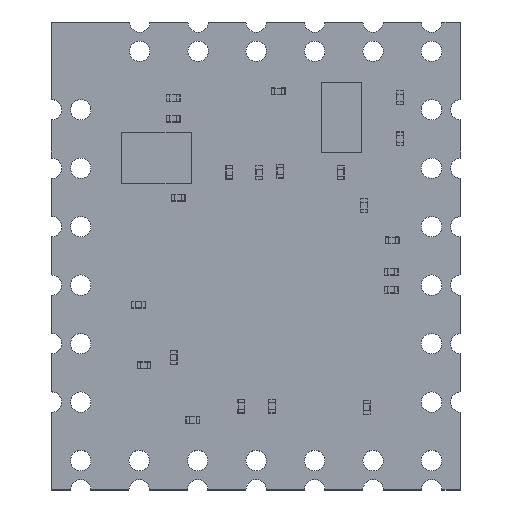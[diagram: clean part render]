
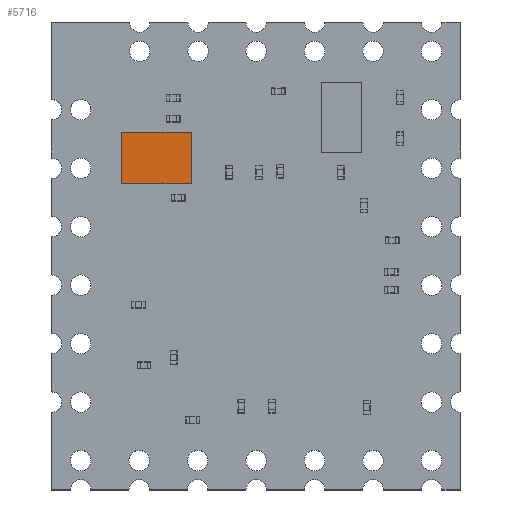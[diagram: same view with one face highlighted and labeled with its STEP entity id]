
A CAD part, top view. The second image highlights one B-rep face of the part: STEP entity #5716.
In plain terms, the highlighted planar face has unit normal (0, 0, 1).
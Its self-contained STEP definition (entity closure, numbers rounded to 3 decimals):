
#5587 = VERTEX_POINT('',#5588);
#5588 = CARTESIAN_POINT('',(-1.511,1.12,0.48));
#5594 = EDGE_CURVE('',#5587,#5595,#5597,.T.);
#5595 = VERTEX_POINT('',#5596);
#5596 = CARTESIAN_POINT('',(1.511,1.12,0.48));
#5597 = LINE('',#5598,#5599);
#5598 = CARTESIAN_POINT('',(-1.511,1.12,0.48));
#5599 = VECTOR('',#5600,1.);
#5600 = DIRECTION('',(1.,0.,0.));
#5625 = EDGE_CURVE('',#5595,#5626,#5628,.T.);
#5626 = VERTEX_POINT('',#5627);
#5627 = CARTESIAN_POINT('',(1.511,-1.12,0.48));
#5628 = LINE('',#5629,#5630);
#5629 = CARTESIAN_POINT('',(1.511,1.12,0.48));
#5630 = VECTOR('',#5631,1.);
#5631 = DIRECTION('',(0.,-1.,0.));
#5656 = EDGE_CURVE('',#5626,#5657,#5659,.T.);
#5657 = VERTEX_POINT('',#5658);
#5658 = CARTESIAN_POINT('',(-1.511,-1.12,0.48));
#5659 = LINE('',#5660,#5661);
#5660 = CARTESIAN_POINT('',(1.511,-1.12,0.48));
#5661 = VECTOR('',#5662,1.);
#5662 = DIRECTION('',(-1.,0.,0.));
#5687 = EDGE_CURVE('',#5657,#5587,#5688,.T.);
#5688 = LINE('',#5689,#5690);
#5689 = CARTESIAN_POINT('',(-1.511,-1.12,0.48));
#5690 = VECTOR('',#5691,1.);
#5691 = DIRECTION('',(0.,1.,0.));
#5716 = ADVANCED_FACE('',(#5717),#5723,.T.);
#5717 = FACE_BOUND('',#5718,.F.);
#5718 = EDGE_LOOP('',(#5719,#5720,#5721,#5722));
#5719 = ORIENTED_EDGE('',*,*,#5594,.T.);
#5720 = ORIENTED_EDGE('',*,*,#5625,.T.);
#5721 = ORIENTED_EDGE('',*,*,#5656,.T.);
#5722 = ORIENTED_EDGE('',*,*,#5687,.T.);
#5723 = PLANE('',#5724);
#5724 = AXIS2_PLACEMENT_3D('',#5725,#5726,#5727);
#5725 = CARTESIAN_POINT('',(-1.511,1.12,0.48));
#5726 = DIRECTION('',(0.,0.,1.));
#5727 = DIRECTION('',(1.,0.,0.));
